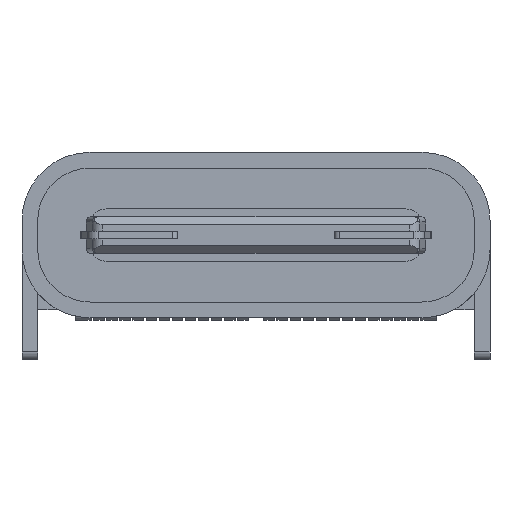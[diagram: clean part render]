
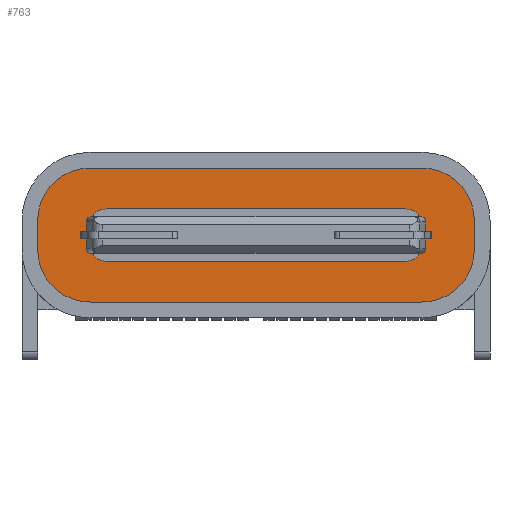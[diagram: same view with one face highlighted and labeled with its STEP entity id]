
A CAD part, front view. The second image highlights one B-rep face of the part: STEP entity #763.
In plain terms, the highlighted planar face has unit normal (0, -1, 0).
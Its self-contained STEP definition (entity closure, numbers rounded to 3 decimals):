
#517 = VERTEX_POINT('',#518);
#518 = CARTESIAN_POINT('',(-3.17,4.5,0.35));
#524 = EDGE_CURVE('',#525,#517,#527,.T.);
#525 = VERTEX_POINT('',#526);
#526 = CARTESIAN_POINT('',(3.17,4.5,0.35));
#527 = LINE('',#528,#529);
#528 = CARTESIAN_POINT('',(3.17,4.5,0.35));
#529 = VECTOR('',#530,1.);
#530 = DIRECTION('',(-1.,0.,0.));
#727 = EDGE_CURVE('',#525,#728,#730,.T.);
#728 = VERTEX_POINT('',#729);
#729 = CARTESIAN_POINT('',(4.17,4.5,1.35));
#730 = CIRCLE('',#731,1.);
#731 = AXIS2_PLACEMENT_3D('',#732,#733,#734);
#732 = CARTESIAN_POINT('',(3.17,4.5,1.35));
#733 = DIRECTION('',(0.,-1.,0.));
#734 = DIRECTION('',(0.,0.,-1.));
#763 = ADVANCED_FACE('',(#764,#817),#887,.F.);
#764 = FACE_BOUND('',#765,.F.);
#765 = EDGE_LOOP('',(#766,#767,#776,#784,#793,#801,#810,#816));
#766 = ORIENTED_EDGE('',*,*,#524,.T.);
#767 = ORIENTED_EDGE('',*,*,#768,.F.);
#768 = EDGE_CURVE('',#769,#517,#771,.T.);
#769 = VERTEX_POINT('',#770);
#770 = CARTESIAN_POINT('',(-4.17,4.5,1.35));
#771 = CIRCLE('',#772,1.);
#772 = AXIS2_PLACEMENT_3D('',#773,#774,#775);
#773 = CARTESIAN_POINT('',(-3.17,4.5,1.35));
#774 = DIRECTION('',(0.,-1.,0.));
#775 = DIRECTION('',(-1.,0.,0.));
#776 = ORIENTED_EDGE('',*,*,#777,.T.);
#777 = EDGE_CURVE('',#769,#778,#780,.T.);
#778 = VERTEX_POINT('',#779);
#779 = CARTESIAN_POINT('',(-4.17,4.5,1.91));
#780 = LINE('',#781,#782);
#781 = CARTESIAN_POINT('',(-4.17,4.5,1.35));
#782 = VECTOR('',#783,1.);
#783 = DIRECTION('',(0.,0.,1.));
#784 = ORIENTED_EDGE('',*,*,#785,.F.);
#785 = EDGE_CURVE('',#786,#778,#788,.T.);
#786 = VERTEX_POINT('',#787);
#787 = CARTESIAN_POINT('',(-3.17,4.5,2.91));
#788 = CIRCLE('',#789,1.);
#789 = AXIS2_PLACEMENT_3D('',#790,#791,#792);
#790 = CARTESIAN_POINT('',(-3.17,4.5,1.91));
#791 = DIRECTION('',(0.,-1.,0.));
#792 = DIRECTION('',(0.,0.,1.));
#793 = ORIENTED_EDGE('',*,*,#794,.T.);
#794 = EDGE_CURVE('',#786,#795,#797,.T.);
#795 = VERTEX_POINT('',#796);
#796 = CARTESIAN_POINT('',(3.17,4.5,2.91));
#797 = LINE('',#798,#799);
#798 = CARTESIAN_POINT('',(-3.17,4.5,2.91));
#799 = VECTOR('',#800,1.);
#800 = DIRECTION('',(1.,0.,0.));
#801 = ORIENTED_EDGE('',*,*,#802,.F.);
#802 = EDGE_CURVE('',#803,#795,#805,.T.);
#803 = VERTEX_POINT('',#804);
#804 = CARTESIAN_POINT('',(4.17,4.5,1.91));
#805 = CIRCLE('',#806,1.);
#806 = AXIS2_PLACEMENT_3D('',#807,#808,#809);
#807 = CARTESIAN_POINT('',(3.17,4.5,1.91));
#808 = DIRECTION('',(0.,-1.,0.));
#809 = DIRECTION('',(1.,0.,0.));
#810 = ORIENTED_EDGE('',*,*,#811,.T.);
#811 = EDGE_CURVE('',#803,#728,#812,.T.);
#812 = LINE('',#813,#814);
#813 = CARTESIAN_POINT('',(4.17,4.5,1.91));
#814 = VECTOR('',#815,1.);
#815 = DIRECTION('',(0.,0.,-1.));
#816 = ORIENTED_EDGE('',*,*,#727,.F.);
#817 = FACE_BOUND('',#818,.F.);
#818 = EDGE_LOOP('',(#819,#830,#838,#847,#855,#864,#872,#881));
#819 = ORIENTED_EDGE('',*,*,#820,.T.);
#820 = EDGE_CURVE('',#821,#823,#825,.T.);
#821 = VERTEX_POINT('',#822);
#822 = CARTESIAN_POINT('',(2.865,4.5,1.13));
#823 = VERTEX_POINT('',#824);
#824 = CARTESIAN_POINT('',(3.165,4.5,1.43));
#825 = CIRCLE('',#826,0.3);
#826 = AXIS2_PLACEMENT_3D('',#827,#828,#829);
#827 = CARTESIAN_POINT('',(2.865,4.5,1.43));
#828 = DIRECTION('',(0.,-1.,0.));
#829 = DIRECTION('',(0.,0.,-1.));
#830 = ORIENTED_EDGE('',*,*,#831,.T.);
#831 = EDGE_CURVE('',#823,#832,#834,.T.);
#832 = VERTEX_POINT('',#833);
#833 = CARTESIAN_POINT('',(3.165,4.5,1.83));
#834 = LINE('',#835,#836);
#835 = CARTESIAN_POINT('',(3.165,4.5,1.43));
#836 = VECTOR('',#837,1.);
#837 = DIRECTION('',(0.,0.,1.));
#838 = ORIENTED_EDGE('',*,*,#839,.T.);
#839 = EDGE_CURVE('',#832,#840,#842,.T.);
#840 = VERTEX_POINT('',#841);
#841 = CARTESIAN_POINT('',(2.865,4.5,2.13));
#842 = CIRCLE('',#843,0.3);
#843 = AXIS2_PLACEMENT_3D('',#844,#845,#846);
#844 = CARTESIAN_POINT('',(2.865,4.5,1.83));
#845 = DIRECTION('',(0.,-1.,0.));
#846 = DIRECTION('',(1.,0.,0.));
#847 = ORIENTED_EDGE('',*,*,#848,.T.);
#848 = EDGE_CURVE('',#840,#849,#851,.T.);
#849 = VERTEX_POINT('',#850);
#850 = CARTESIAN_POINT('',(-2.865,4.5,2.13));
#851 = LINE('',#852,#853);
#852 = CARTESIAN_POINT('',(2.865,4.5,2.13));
#853 = VECTOR('',#854,1.);
#854 = DIRECTION('',(-1.,0.,0.));
#855 = ORIENTED_EDGE('',*,*,#856,.T.);
#856 = EDGE_CURVE('',#849,#857,#859,.T.);
#857 = VERTEX_POINT('',#858);
#858 = CARTESIAN_POINT('',(-3.165,4.5,1.83));
#859 = CIRCLE('',#860,0.3);
#860 = AXIS2_PLACEMENT_3D('',#861,#862,#863);
#861 = CARTESIAN_POINT('',(-2.865,4.5,1.83));
#862 = DIRECTION('',(0.,-1.,0.));
#863 = DIRECTION('',(0.,0.,1.));
#864 = ORIENTED_EDGE('',*,*,#865,.T.);
#865 = EDGE_CURVE('',#857,#866,#868,.T.);
#866 = VERTEX_POINT('',#867);
#867 = CARTESIAN_POINT('',(-3.165,4.5,1.43));
#868 = LINE('',#869,#870);
#869 = CARTESIAN_POINT('',(-3.165,4.5,1.83));
#870 = VECTOR('',#871,1.);
#871 = DIRECTION('',(0.,0.,-1.));
#872 = ORIENTED_EDGE('',*,*,#873,.T.);
#873 = EDGE_CURVE('',#866,#874,#876,.T.);
#874 = VERTEX_POINT('',#875);
#875 = CARTESIAN_POINT('',(-2.865,4.5,1.13));
#876 = CIRCLE('',#877,0.3);
#877 = AXIS2_PLACEMENT_3D('',#878,#879,#880);
#878 = CARTESIAN_POINT('',(-2.865,4.5,1.43));
#879 = DIRECTION('',(0.,-1.,0.));
#880 = DIRECTION('',(-1.,0.,0.));
#881 = ORIENTED_EDGE('',*,*,#882,.T.);
#882 = EDGE_CURVE('',#874,#821,#883,.T.);
#883 = LINE('',#884,#885);
#884 = CARTESIAN_POINT('',(-2.865,4.5,1.13));
#885 = VECTOR('',#886,1.);
#886 = DIRECTION('',(1.,0.,0.));
#887 = PLANE('',#888);
#888 = AXIS2_PLACEMENT_3D('',#889,#890,#891);
#889 = CARTESIAN_POINT('',(0.,4.5,1.63));
#890 = DIRECTION('',(0.,1.,0.));
#891 = DIRECTION('',(-1.,0.,0.));
